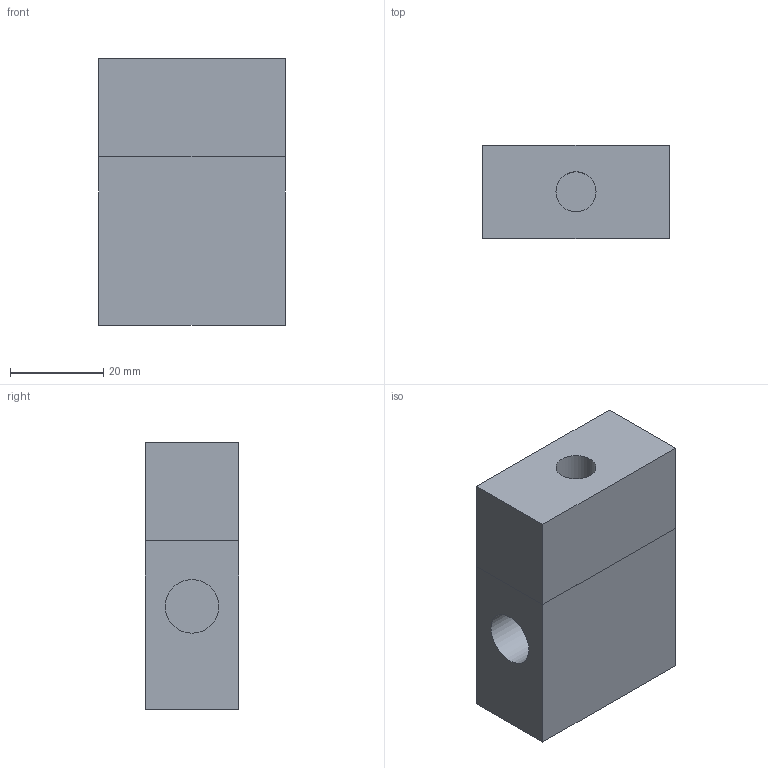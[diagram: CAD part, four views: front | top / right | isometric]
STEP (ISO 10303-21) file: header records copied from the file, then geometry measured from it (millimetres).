
FILE_DESCRIPTION(/* description */ ('VALVOLA di BLOCCO 1/4" T.Nuovo'),/* implementation_level */ '2;1');
FILE_NAME(/* name */ '6_09_14_UN.stp',/* time_stamp */ '2017-10-04T08:22:26+02:00',/* author */ ('Maniean1'),/* organization */ ('Pneumax S.p.A.'),/* preprocessor_version */ 'ST-DEVELOPER v16.5',/* originating_system */ 'Autodesk Inventor 2017',/* authorisation */ '');
FILE_SCHEMA (('AUTOMOTIVE_DESIGN { 1 0 10303 214 3 1 1 }'));
Length unit declared in the file: millimetre
Products named in the file (1): 6.09.14.#N
Bounding box: 40 x 20 x 57 mm (x, y, z)
Volume: 43050.1 mm3; surface area: 9387.7 mm2
Topology: 1 solids, 1 shells, 17 faces, 33 edges, 22 vertices
Faces by surface type: plane 14, cylinder 3
Full cylindrical faces by diameter (mm): 8.566 x1, 11.445 x2
Entity records: 462 total; most frequent: DIRECTION 72, CARTESIAN_POINT 70, ORIENTED_EDGE 60, EDGE_CURVE 30, LINE 24, VECTOR 24, EDGE_LOOP 24, AXIS2_PLACEMENT_3D 24
